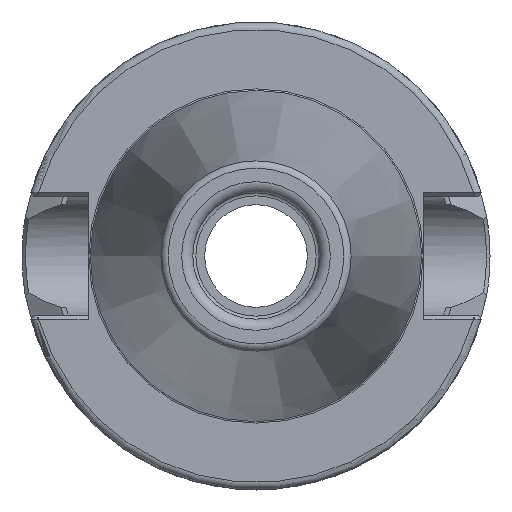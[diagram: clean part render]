
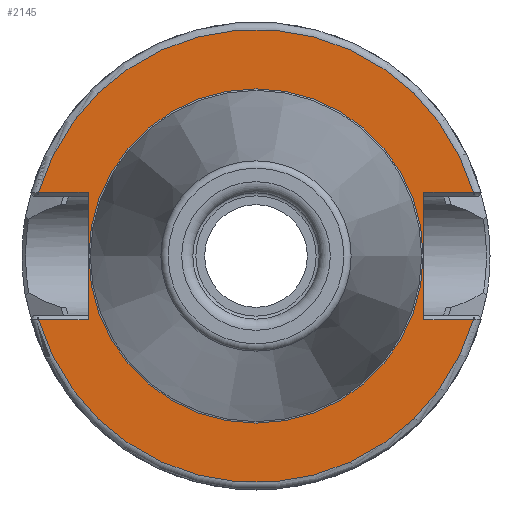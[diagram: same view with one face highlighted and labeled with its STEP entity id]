
A CAD part, left-side view. The second image highlights one B-rep face of the part: STEP entity #2145.
In plain terms, the highlighted planar face has unit normal (-1, 0, 0).
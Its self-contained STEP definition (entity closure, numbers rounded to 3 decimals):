
#103=FACE_BOUND('',#350,.T.);
#118=PLANE('',#2331);
#229=FACE_OUTER_BOUND('',#349,.T.);
#349=EDGE_LOOP('',(#1566,#1567,#1568,#1569,#1570,#1571,#1572,#1573));
#350=EDGE_LOOP('',(#1574,#1575));
#463=LINE('',#3482,#579);
#465=LINE('',#3550,#581);
#466=LINE('',#3552,#582);
#467=LINE('',#3556,#583);
#468=LINE('',#3558,#584);
#469=LINE('',#3559,#585);
#579=VECTOR('',#2670,10.);
#581=VECTOR('',#2688,10.);
#582=VECTOR('',#2689,10.);
#583=VECTOR('',#2692,10.);
#584=VECTOR('',#2693,10.);
#585=VECTOR('',#2694,10.);
#731=CIRCLE('',#2330,30.5);
#732=CIRCLE('',#2332,30.5);
#733=CIRCLE('',#2333,22.498);
#734=CIRCLE('',#2334,22.498);
#891=VERTEX_POINT('',#3475);
#894=VERTEX_POINT('',#3480);
#900=VERTEX_POINT('',#3528);
#902=VERTEX_POINT('',#3549);
#903=VERTEX_POINT('',#3551);
#904=VERTEX_POINT('',#3553);
#905=VERTEX_POINT('',#3555);
#906=VERTEX_POINT('',#3557);
#907=VERTEX_POINT('',#3560);
#908=VERTEX_POINT('',#3561);
#1150=EDGE_CURVE('',#894,#891,#463,.T.);
#1160=EDGE_CURVE('',#891,#900,#731,.T.);
#1163=EDGE_CURVE('',#894,#902,#465,.T.);
#1164=EDGE_CURVE('',#903,#902,#466,.T.);
#1165=EDGE_CURVE('',#904,#903,#732,.T.);
#1166=EDGE_CURVE('',#905,#904,#467,.T.);
#1167=EDGE_CURVE('',#905,#906,#468,.T.);
#1168=EDGE_CURVE('',#900,#906,#469,.T.);
#1169=EDGE_CURVE('',#907,#908,#733,.T.);
#1170=EDGE_CURVE('',#908,#907,#734,.T.);
#1566=ORIENTED_EDGE('',*,*,#1150,.F.);
#1567=ORIENTED_EDGE('',*,*,#1163,.T.);
#1568=ORIENTED_EDGE('',*,*,#1164,.F.);
#1569=ORIENTED_EDGE('',*,*,#1165,.F.);
#1570=ORIENTED_EDGE('',*,*,#1166,.F.);
#1571=ORIENTED_EDGE('',*,*,#1167,.T.);
#1572=ORIENTED_EDGE('',*,*,#1168,.F.);
#1573=ORIENTED_EDGE('',*,*,#1160,.F.);
#1574=ORIENTED_EDGE('',*,*,#1169,.T.);
#1575=ORIENTED_EDGE('',*,*,#1170,.T.);
#2145=ADVANCED_FACE('',(#229,#103),#118,.T.);
#2330=AXIS2_PLACEMENT_3D('',#3529,#2684,#2685);
#2331=AXIS2_PLACEMENT_3D('',#3548,#2686,#2687);
#2332=AXIS2_PLACEMENT_3D('',#3554,#2690,#2691);
#2333=AXIS2_PLACEMENT_3D('',#3562,#2695,#2696);
#2334=AXIS2_PLACEMENT_3D('',#3563,#2697,#2698);
#2670=DIRECTION('',(0.,-1.,0.));
#2684=DIRECTION('center_axis',(1.,0.,0.));
#2685=DIRECTION('ref_axis',(0.,0.,-1.));
#2686=DIRECTION('center_axis',(-1.,0.,0.));
#2687=DIRECTION('ref_axis',(0.,0.,1.));
#2688=DIRECTION('',(0.,0.,1.));
#2689=DIRECTION('',(0.,1.,0.));
#2690=DIRECTION('center_axis',(1.,0.,0.));
#2691=DIRECTION('ref_axis',(0.,0.,-1.));
#2692=DIRECTION('',(0.,1.,0.));
#2693=DIRECTION('',(0.,0.,-1.));
#2694=DIRECTION('',(0.,-1.,0.));
#2695=DIRECTION('center_axis',(1.,0.,0.));
#2696=DIRECTION('ref_axis',(0.,0.,-1.));
#2697=DIRECTION('center_axis',(1.,0.,0.));
#2698=DIRECTION('ref_axis',(0.,0.,-1.));
#3475=CARTESIAN_POINT('',(1.6,-29.277,-8.55));
#3480=CARTESIAN_POINT('',(1.6,-22.6,-8.55));
#3482=CARTESIAN_POINT('',(1.6,-0.5,-8.55));
#3528=CARTESIAN_POINT('',(1.6,29.277,-8.55));
#3529=CARTESIAN_POINT('Origin',(1.6,0.,
0.));
#3548=CARTESIAN_POINT('Origin',(1.6,30.5,0.));
#3549=CARTESIAN_POINT('',(1.6,-22.6,8.55));
#3550=CARTESIAN_POINT('',(1.6,-22.6,0.));
#3551=CARTESIAN_POINT('',(1.6,-29.277,8.55));
#3552=CARTESIAN_POINT('',(1.6,-0.5,8.55));
#3553=CARTESIAN_POINT('',(1.6,29.277,8.55));
#3554=CARTESIAN_POINT('Origin',(1.6,0.,
0.));
#3555=CARTESIAN_POINT('',(1.6,22.6,8.55));
#3556=CARTESIAN_POINT('',(1.6,31.,8.55));
#3557=CARTESIAN_POINT('',(1.6,22.6,-8.55));
#3558=CARTESIAN_POINT('',(1.6,22.6,0.));
#3559=CARTESIAN_POINT('',(1.6,31.,-8.55));
#3560=CARTESIAN_POINT('',(1.6,22.498,0.));
#3561=CARTESIAN_POINT('',(1.6,0.,22.498));
#3562=CARTESIAN_POINT('Origin',(1.6,0.,
0.));
#3563=CARTESIAN_POINT('Origin',(1.6,0.,
0.));
